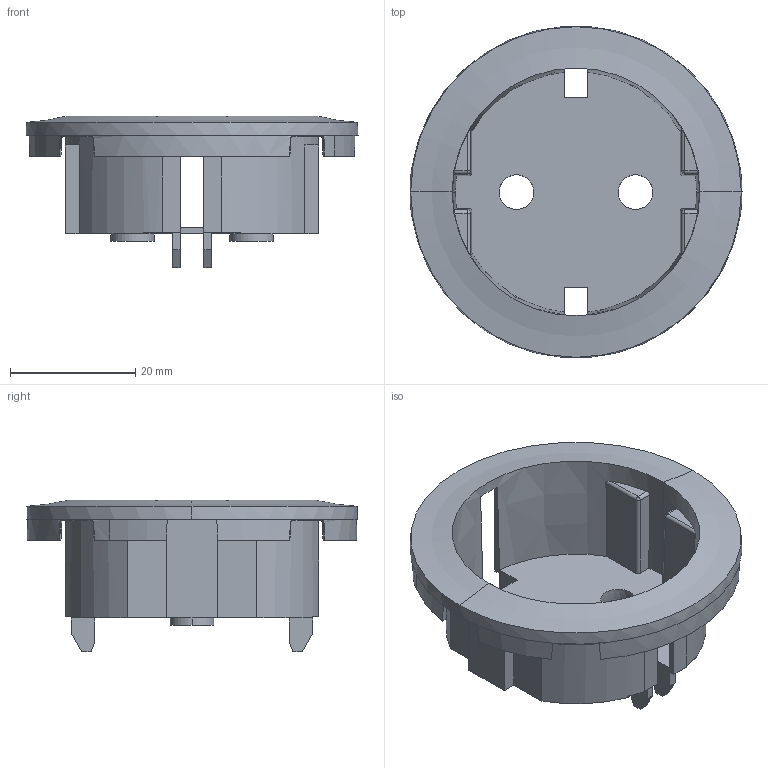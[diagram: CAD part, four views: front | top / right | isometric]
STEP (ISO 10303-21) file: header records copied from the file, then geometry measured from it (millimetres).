
FILE_DESCRIPTION(('CATIA V5 STEP Exchange','CAx-IF Rec.Pracs.--- Model Styling and Organization---1.5--- 2016-08-15','CAx-IF Rec.Pracs.---Supplemental Geometry---1.0---2011-11-01','CAx-IF Rec.Pracs.--- Composite Materials ---1.1---2010-07-15'),'2;1');
FILE_NAME('CB0120 s.stp','2024-03-06T07:32:46+00:00',('none'),('none'),'CATIA Version 5-6 Release 2020 SP3','CATIA V5 STEP AP214 v2','none');
FILE_SCHEMA(('AUTOMOTIVE_DESIGN { 1 0 10303 214 1 1 1 1 }'));
Length unit declared in the file: millimetre
Products named in the file (1): CB0120 s
Bounding box: 53 x 52.81 x 24.19 mm (x, y, z)
Volume: 5642.4 mm3; surface area: 10193.4 mm2
Topology: 1 solids, 1 shells, 177 faces, 508 edges, 327 vertices
Faces by surface type: plane 104, cylinder 51, cone 8, bspline 6, revolution 4, sphere 4
Entity records: 5991 total; most frequent: CARTESIAN_POINT 1850, ORIENTED_EDGE 1008, DIRECTION 603, EDGE_CURVE 504, VERTEX_POINT 327, VECTOR 261, LINE 261, AXIS2_PLACEMENT_3D 226
